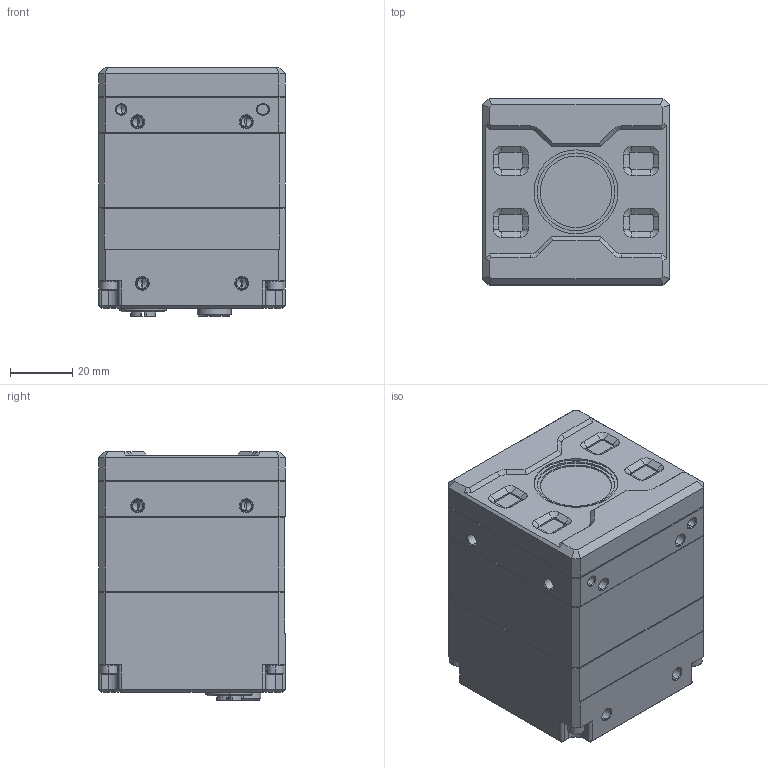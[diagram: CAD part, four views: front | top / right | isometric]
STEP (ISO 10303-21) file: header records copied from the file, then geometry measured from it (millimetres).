
FILE_DESCRIPTION (( 'STEP AP203' ), '1' );
FILE_NAME ('219-635_defeature.STEP', '2022-05-13T07:31:09', ( '' ), ( '' ), 'SwSTEP 2.0', 'SolidWorks 2021', '' );
FILE_SCHEMA (( 'CONFIG_CONTROL_DESIGN' ));
Length unit declared in the file: millimetre
Products named in the file (1): 219-635_defeature
Bounding box: 60 x 60 x 80.15 mm (x, y, z)
Volume: 271298.5 mm3; surface area: 27683.4 mm2
Topology: 1 solids, 1 shells, 716 faces, 1663 edges, 995 vertices
Faces by surface type: plane 282, cylinder 208, cone 150, bspline 76
Entity records: 22368 total; most frequent: CARTESIAN_POINT 6363, DIRECTION 3377, ORIENTED_EDGE 3282, EDGE_CURVE 1641, AXIS2_PLACEMENT_3D 1269, VERTEX_POINT 995, LINE 839, VECTOR 839
